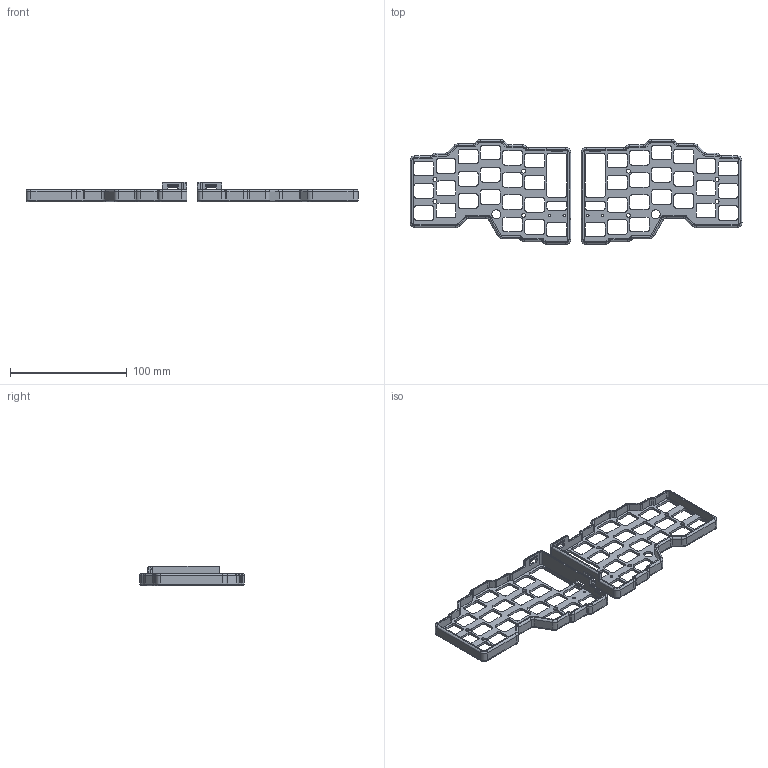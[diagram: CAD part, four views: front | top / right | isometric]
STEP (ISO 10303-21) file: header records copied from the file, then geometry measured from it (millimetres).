
FILE_DESCRIPTION(/* description */ (''),/* implementation_level */ '2;1');
FILE_NAME(/* name */ 'mriya-bumper-mjf-v1.17.step',/* time_stamp */ '2025-11-24T00:49:35+03:00',/* author */ (''),/* organization */ (''),/* preprocessor_version */ 'ST-DEVELOPER v20.1',/* originating_system */ 'Autodesk Translation Framework v14.17.0.0',/* authorisation */ '');
FILE_SCHEMA (('AUTOMOTIVE_DESIGN { 1 0 10303 214 3 1 1 }'));
Length unit declared in the file: millimetre
Products named in the file (1): mriya-bumper-mjf
Bounding box: 284.6 x 89.7 x 17 mm (x, y, z)
Volume: 39391.8 mm3; surface area: 42148.8 mm2
Topology: 2 solids, 2 shells, 958 faces, 2636 edges, 1696 vertices
Faces by surface type: cylinder 458, plane 392, torus 92, cone 16
Full cylindrical faces by diameter (mm): 2.2 x4, 3.4 x8, 4.2 x4, 7.8 x2
Entity records: 30899 total; most frequent: DIRECTION 5586, CARTESIAN_POINT 5319, ORIENTED_EDGE 5272, EDGE_CURVE 2636, AXIS2_PLACEMENT_3D 1995, VERTEX_POINT 1696, LINE 1596, VECTOR 1596
